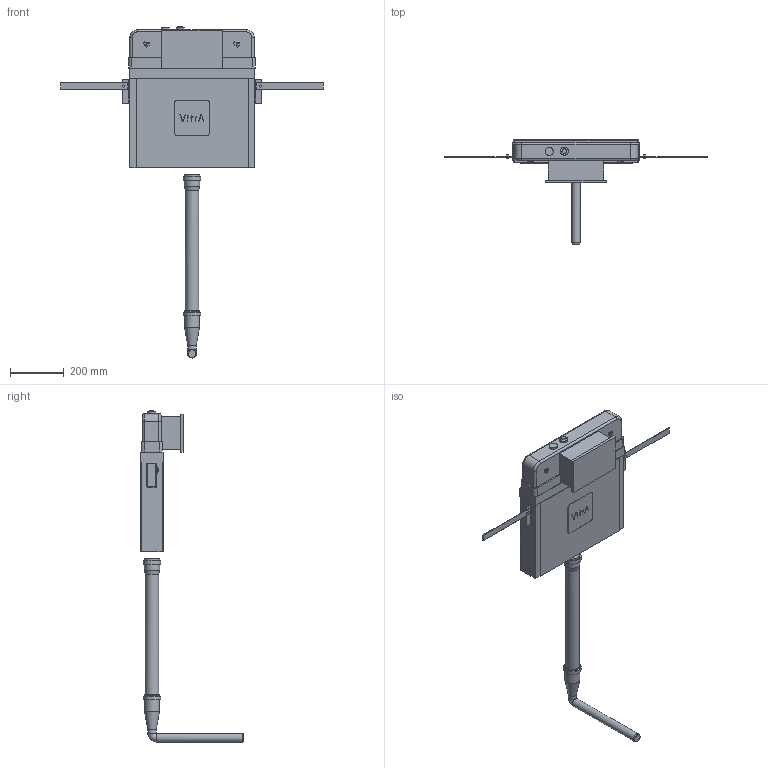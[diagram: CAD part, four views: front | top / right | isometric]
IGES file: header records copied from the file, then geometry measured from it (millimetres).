
Global section: file name: 768-1700; native system: unknown; preprocessor: unknown; author: unknown; organization: unknown; date: 20210406.165431; units: millimetre
Bounding box: 980 x 387.1 x 1237.25 mm (x, y, z)
Volume: 23192457.8 mm3; surface area: 955330.1 mm2
Topology: 6 solids, 6 shells, 326 faces, 856 edges, 567 vertices
Faces by surface type: bspline 326
